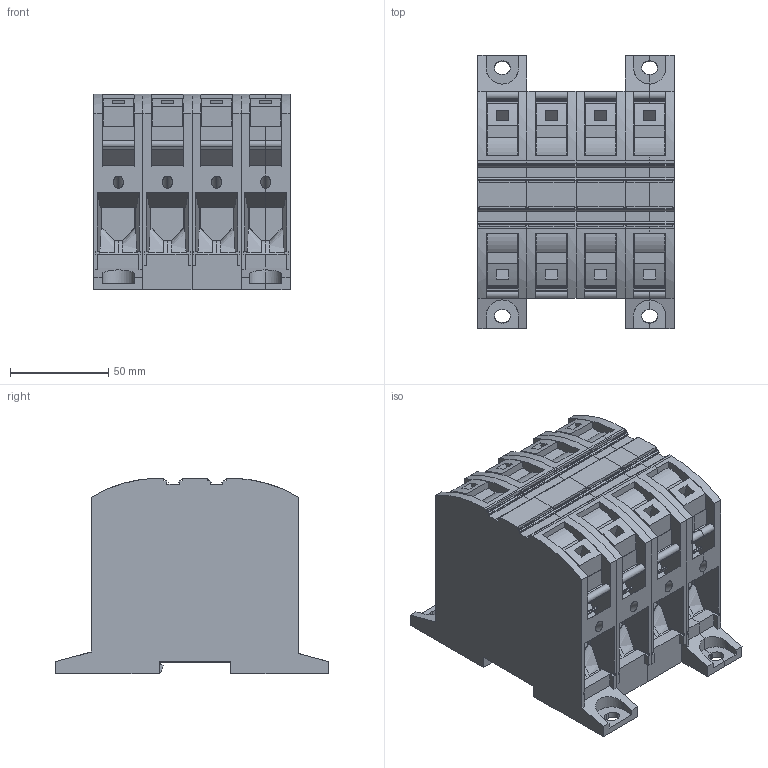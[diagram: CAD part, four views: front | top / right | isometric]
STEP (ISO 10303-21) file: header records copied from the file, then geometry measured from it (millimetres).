
FILE_DESCRIPTION(('Creo Elements/Direct Modeling STEP Export'),'2;1');
FILE_NAME('model.stp','2018-01-24T14:35:53',(''),(''),'Creo Elements/Direct Modeling STEP processor for AP214 (Solid Model)','Creo Elements/Direct Modeling 18.1I 14-Aug-2016 (C) Parametric Technology GmbH','');
FILE_SCHEMA(('AUTOMOTIVE_DESIGN { 1 0 10303 214 1 1 1 1 }'));
Products named in the file (2): PTPOWER_95_3L_FE_F-select
Assembly tree (1 placements, depth 2):
  PTPOWER_95_3L_FE_F-select
    PTPOWER_95_3L_FE_F-select
Bounding box: 100 x 139.1 x 99.75 mm (x, y, z)
Volume: 824672 mm3; surface area: 121691.4 mm2
Topology: 1 solids, 1 shells, 1008 faces, 2715 edges, 1734 vertices
Faces by surface type: plane 854, cylinder 114, bspline 40
Entity records: 48980 total; most frequent: CARTESIAN_POINT 17203, ORIENTED_EDGE 5430, DIRECTION 4117, EDGE_CURVE 2715, VECTOR 2087, LINE 2087, VERTEX_POINT 1734, EDGE_LOOP 1041
